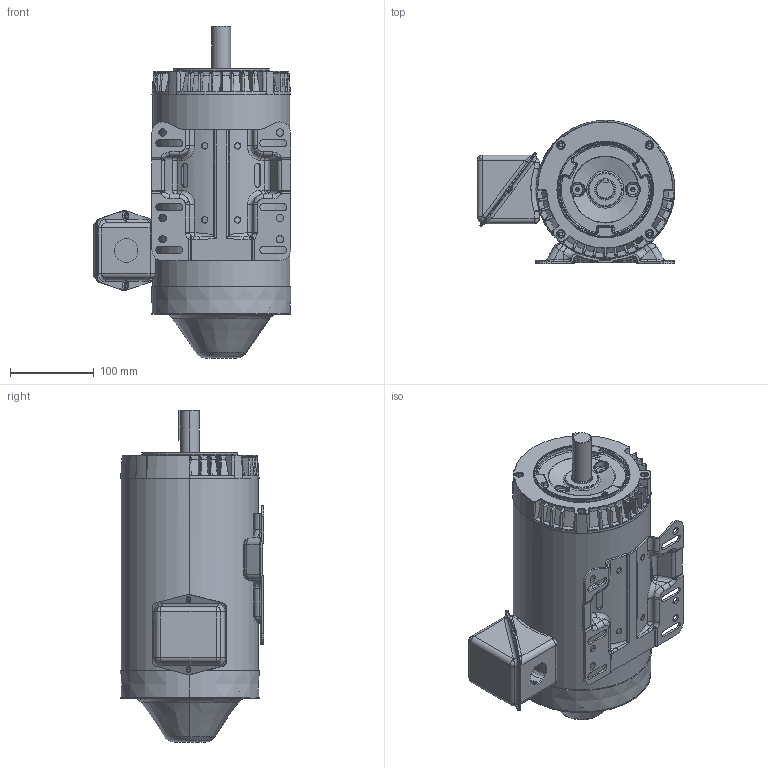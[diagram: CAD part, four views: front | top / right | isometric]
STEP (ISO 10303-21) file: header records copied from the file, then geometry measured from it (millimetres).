
FILE_DESCRIPTION (( 'STEP AP214' ), '1' );
FILE_NAME ('UN2T2BC fxt.STEP', '2023-01-23T14:18:39', ( '' ), ( '' ), 'SwSTEP 2.0', 'SolidWorks 2021', '' );
FILE_SCHEMA (( 'AUTOMOTIVE_DESIGN' ));
Length unit declared in the file: inch
Products named in the file (1): UN2T2BC fxt
Bounding box: 235.69 x 171.14 x 395.37 mm (x, y, z)
Volume: 970732.6 mm3; surface area: 643804.8 mm2
Topology: 10 solids, 10 shells, 2519 faces, 6184 edges, 3725 vertices
Faces by surface type: bspline 738, cylinder 536, plane 487, torus 310, cone 278, sphere 170
Entity records: 124136 total; most frequent: CARTESIAN_POINT 73718, ORIENTED_EDGE 12346, DIRECTION 7996, EDGE_CURVE 6173, VERTEX_POINT 3725, AXIS2_PLACEMENT_3D 3333, B_SPLINE_CURVE_WITH_KNOTS 2839, EDGE_LOOP 2654
